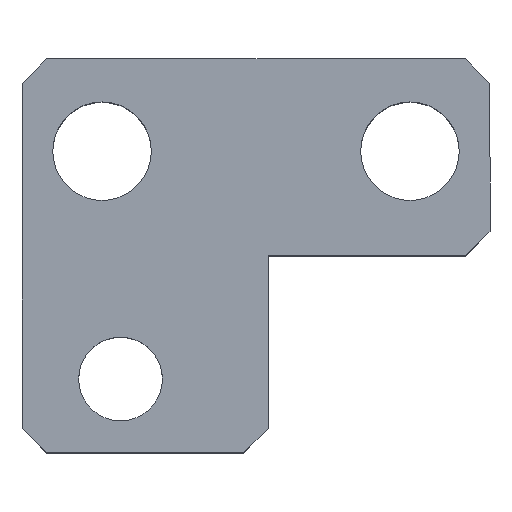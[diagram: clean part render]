
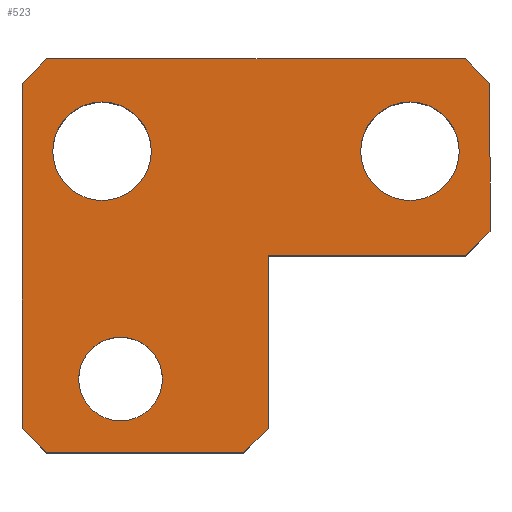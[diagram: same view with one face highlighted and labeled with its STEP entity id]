
A CAD part, top view. The second image highlights one B-rep face of the part: STEP entity #523.
In plain terms, the highlighted planar face has unit normal (0, 0, 1).
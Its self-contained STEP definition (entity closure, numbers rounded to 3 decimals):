
#3 = VECTOR ( 'NONE', #104, 1000. ) ;
#6 = CIRCLE ( 'NONE', #69, 4. ) ;
#15 = ORIENTED_EDGE ( 'NONE', *, *, #621, .T. ) ;
#21 = EDGE_CURVE ( 'NONE', #83, #361, #111, .T. ) ;
#25 = VECTOR ( 'NONE', #611, 1000. ) ;
#31 = CARTESIAN_POINT ( 'NONE',  ( -39.391, -0.366, 10. ) ) ;
#32 = CARTESIAN_POINT ( 'NONE',  ( -15.891, 18.134, 10. ) ) ;
#36 = CARTESIAN_POINT ( 'NONE',  ( -44.891, 18.134, 10. ) ) ;
#50 = EDGE_LOOP ( 'NONE', ( #199, #421 ) ) ;
#51 = CARTESIAN_POINT ( 'NONE',  ( -9.391, 23.634, 10. ) ) ;
#53 = ORIENTED_EDGE ( 'NONE', *, *, #126, .T. ) ;
#56 = EDGE_LOOP ( 'NONE', ( #478, #210 ) ) ;
#63 = EDGE_LOOP ( 'NONE', ( #472, #15 ) ) ;
#69 = AXIS2_PLACEMENT_3D ( 'NONE', #441, #290, #80 ) ;
#73 = CARTESIAN_POINT ( 'NONE',  ( -36.891, 18.134, 10. ) ) ;
#76 = DIRECTION ( 'NONE',  ( 1., 0., 0. ) ) ;
#77 = CARTESIAN_POINT ( 'NONE',  ( -9.391, 11.634, 10. ) ) ;
#80 = DIRECTION ( 'NONE',  ( -1., 0., 0. ) ) ;
#83 = VERTEX_POINT ( 'NONE', #239 ) ;
#87 = DIRECTION ( 'NONE',  ( -1., 0., 0. ) ) ;
#90 = DIRECTION ( 'NONE',  ( 0., -1., 0. ) ) ;
#97 = LINE ( 'NONE', #610, #505 ) ;
#98 = VERTEX_POINT ( 'NONE', #607 ) ;
#100 = CARTESIAN_POINT ( 'NONE',  ( -25.878, -25.878, 10. ) ) ;
#101 = VERTEX_POINT ( 'NONE', #73 ) ;
#104 = DIRECTION ( 'NONE',  ( 0.707, 0.707, 0. ) ) ;
#106 = EDGE_LOOP ( 'NONE', ( #119, #404, #157, #227, #53, #579, #504, #633, #661, #288, #567 ) ) ;
#108 = VERTEX_POINT ( 'NONE', #77 ) ;
#111 = CIRCLE ( 'NONE', #493, 4. ) ;
#119 = ORIENTED_EDGE ( 'NONE', *, *, #551, .F. ) ;
#123 = EDGE_CURVE ( 'NONE', #546, #652, #403, .T. ) ;
#126 = EDGE_CURVE ( 'NONE', #324, #108, #507, .T. ) ;
#127 = CARTESIAN_POINT ( 'NONE',  ( -11.512, 11.512, 10. ) ) ;
#135 = DIRECTION ( 'NONE',  ( 0., 0., -1. ) ) ;
#136 = CARTESIAN_POINT ( 'NONE',  ( -27.391, 9.634, 10. ) ) ;
#138 = CARTESIAN_POINT ( 'NONE',  ( -27.391, 9.634, 10. ) ) ;
#139 = DIRECTION ( 'NONE',  ( -1., 0., 0. ) ) ;
#141 = VECTOR ( 'NONE', #666, 1000. ) ;
#146 = DIRECTION ( 'NONE',  ( 0., -1., 0. ) ) ;
#153 = VECTOR ( 'NONE', #347, 1000. ) ;
#157 = ORIENTED_EDGE ( 'NONE', *, *, #509, .F. ) ;
#169 = VERTEX_POINT ( 'NONE', #568 ) ;
#172 = CARTESIAN_POINT ( 'NONE',  ( -45.391, -6.366, 10. ) ) ;
#183 = EDGE_CURVE ( 'NONE', #101, #481, #340, .T. ) ;
#187 = DIRECTION ( 'NONE',  ( 0.707, 0.707, 0. ) ) ;
#195 = EDGE_CURVE ( 'NONE', #569, #108, #97, .T. ) ;
#196 = DIRECTION ( 'NONE',  ( 0., 0., -1. ) ) ;
#199 = ORIENTED_EDGE ( 'NONE', *, *, #527, .F. ) ;
#201 = FACE_OUTER_BOUND ( 'NONE', #106, .T. ) ;
#205 = CARTESIAN_POINT ( 'NONE',  ( -35.991, -0.366, 10. ) ) ;
#209 = DIRECTION ( 'NONE',  ( -0.707, -0.707, 0. ) ) ;
#210 = ORIENTED_EDGE ( 'NONE', *, *, #345, .T. ) ;
#213 = VECTOR ( 'NONE', #187, 1000. ) ;
#218 = VERTEX_POINT ( 'NONE', #205 ) ;
#219 = DIRECTION ( 'NONE',  ( 1., 0., 0. ) ) ;
#221 = VECTOR ( 'NONE', #510, 1000. ) ;
#222 = DIRECTION ( 'NONE',  ( 0., 0., -1. ) ) ;
#227 = ORIENTED_EDGE ( 'NONE', *, *, #544, .F. ) ;
#231 = AXIS2_PLACEMENT_3D ( 'NONE', #31, #359, #351 ) ;
#239 = CARTESIAN_POINT ( 'NONE',  ( -11.891, 18.134, 10. ) ) ;
#241 = CARTESIAN_POINT ( 'NONE',  ( 7.122, 7.122, 10. ) ) ;
#242 = AXIS2_PLACEMENT_3D ( 'NONE', #400, #196, #139 ) ;
#254 = LINE ( 'NONE', #670, #439 ) ;
#272 = CARTESIAN_POINT ( 'NONE',  ( -39.391, -0.366, 10. ) ) ;
#276 = CIRCLE ( 'NONE', #364, 4. ) ;
#286 = CIRCLE ( 'NONE', #297, 3.4 ) ;
#288 = ORIENTED_EDGE ( 'NONE', *, *, #503, .T. ) ;
#290 = DIRECTION ( 'NONE',  ( 0., 0., -1. ) ) ;
#295 = LINE ( 'NONE', #138, #153 ) ;
#297 = AXIS2_PLACEMENT_3D ( 'NONE', #272, #479, #219 ) ;
#300 = CARTESIAN_POINT ( 'NONE',  ( 0., -6.366, 10. ) ) ;
#306 = DIRECTION ( 'NONE',  ( 0., 0., 1. ) ) ;
#314 = VERTEX_POINT ( 'NONE', #378 ) ;
#324 = VERTEX_POINT ( 'NONE', #325 ) ;
#325 = CARTESIAN_POINT ( 'NONE',  ( -11.391, 9.634, 10. ) ) ;
#332 = CARTESIAN_POINT ( 'NONE',  ( -47.391, 25.634, 10. ) ) ;
#335 = CARTESIAN_POINT ( 'NONE',  ( -11.391, 25.634, 10. ) ) ;
#340 = CIRCLE ( 'NONE', #242, 4. ) ;
#341 = CIRCLE ( 'NONE', #231, 3.4 ) ;
#345 = EDGE_CURVE ( 'NONE', #481, #101, #276, .T. ) ;
#347 = DIRECTION ( 'NONE',  ( -1., 0., 0. ) ) ;
#351 = DIRECTION ( 'NONE',  ( 1., 0., 0. ) ) ;
#352 = VECTOR ( 'NONE', #209, 1000. ) ;
#354 = VERTEX_POINT ( 'NONE', #430 ) ;
#358 = EDGE_CURVE ( 'NONE', #577, #314, #532, .T. ) ;
#359 = DIRECTION ( 'NONE',  ( 0., 0., 1. ) ) ;
#361 = VERTEX_POINT ( 'NONE', #638 ) ;
#362 = CARTESIAN_POINT ( 'NONE',  ( 0., 0., 10. ) ) ;
#364 = AXIS2_PLACEMENT_3D ( 'NONE', #471, #222, #424 ) ;
#377 = EDGE_CURVE ( 'NONE', #664, #218, #286, .T. ) ;
#378 = CARTESIAN_POINT ( 'NONE',  ( -47.391, 23.634, 10. ) ) ;
#397 = VERTEX_POINT ( 'NONE', #335 ) ;
#400 = CARTESIAN_POINT ( 'NONE',  ( -40.891, 18.134, 10. ) ) ;
#403 = LINE ( 'NONE', #100, #419 ) ;
#404 = ORIENTED_EDGE ( 'NONE', *, *, #629, .T. ) ;
#409 = FACE_BOUND ( 'NONE', #50, .T. ) ;
#419 = VECTOR ( 'NONE', #565, 1000. ) ;
#421 = ORIENTED_EDGE ( 'NONE', *, *, #377, .F. ) ;
#424 = DIRECTION ( 'NONE',  ( -1., 0., 0. ) ) ;
#430 = CARTESIAN_POINT ( 'NONE',  ( -27.391, -4.366, 10. ) ) ;
#439 = VECTOR ( 'NONE', #146, 1000. ) ;
#441 = CARTESIAN_POINT ( 'NONE',  ( -15.891, 18.134, 10. ) ) ;
#462 = LINE ( 'NONE', #136, #141 ) ;
#467 = FACE_BOUND ( 'NONE', #56, .T. ) ;
#471 = CARTESIAN_POINT ( 'NONE',  ( -40.891, 18.134, 10. ) ) ;
#472 = ORIENTED_EDGE ( 'NONE', *, *, #21, .T. ) ;
#478 = ORIENTED_EDGE ( 'NONE', *, *, #183, .T. ) ;
#479 = DIRECTION ( 'NONE',  ( 0., 0., 1. ) ) ;
#481 = VERTEX_POINT ( 'NONE', #36 ) ;
#493 = AXIS2_PLACEMENT_3D ( 'NONE', #32, #135, #87 ) ;
#501 = LINE ( 'NONE', #241, #25 ) ;
#503 = EDGE_CURVE ( 'NONE', #314, #546, #254, .T. ) ;
#504 = ORIENTED_EDGE ( 'NONE', *, *, #540, .T. ) ;
#505 = VECTOR ( 'NONE', #90, 1000. ) ;
#507 = LINE ( 'NONE', #518, #3 ) ;
#509 = EDGE_CURVE ( 'NONE', #169, #354, #462, .T. ) ;
#510 = DIRECTION ( 'NONE',  ( -1., 0., 0. ) ) ;
#518 = CARTESIAN_POINT ( 'NONE',  ( -10.512, 10.512, 10. ) ) ;
#521 = CARTESIAN_POINT ( 'NONE',  ( -45.391, 25.634, 10. ) ) ;
#523 = ADVANCED_FACE ( 'NONE', ( #201, #409, #622, #467 ), #659, .T. ) ;
#527 = EDGE_CURVE ( 'NONE', #218, #664, #341, .T. ) ;
#529 = AXIS2_PLACEMENT_3D ( 'NONE', #362, #306, #618 ) ;
#532 = LINE ( 'NONE', #581, #352 ) ;
#540 = EDGE_CURVE ( 'NONE', #569, #397, #501, .T. ) ;
#542 = CARTESIAN_POINT ( 'NONE',  ( -42.791, -0.366, 10. ) ) ;
#544 = EDGE_CURVE ( 'NONE', #324, #169, #295, .T. ) ;
#545 = LINE ( 'NONE', #127, #213 ) ;
#546 = VERTEX_POINT ( 'NONE', #561 ) ;
#551 = EDGE_CURVE ( 'NONE', #98, #652, #556, .T. ) ;
#556 = LINE ( 'NONE', #300, #221 ) ;
#561 = CARTESIAN_POINT ( 'NONE',  ( -47.391, -4.366, 10. ) ) ;
#565 = DIRECTION ( 'NONE',  ( 0.707, -0.707, 0. ) ) ;
#567 = ORIENTED_EDGE ( 'NONE', *, *, #123, .T. ) ;
#568 = CARTESIAN_POINT ( 'NONE',  ( -27.391, 9.634, 10. ) ) ;
#569 = VERTEX_POINT ( 'NONE', #51 ) ;
#577 = VERTEX_POINT ( 'NONE', #521 ) ;
#579 = ORIENTED_EDGE ( 'NONE', *, *, #195, .F. ) ;
#581 = CARTESIAN_POINT ( 'NONE',  ( -35.512, 35.512, 10. ) ) ;
#601 = LINE ( 'NONE', #332, #665 ) ;
#607 = CARTESIAN_POINT ( 'NONE',  ( -29.391, -6.366, 10. ) ) ;
#609 = EDGE_CURVE ( 'NONE', #577, #397, #601, .T. ) ;
#610 = CARTESIAN_POINT ( 'NONE',  ( -9.391, 25.634, 10. ) ) ;
#611 = DIRECTION ( 'NONE',  ( -0.707, 0.707, 0. ) ) ;
#618 = DIRECTION ( 'NONE',  ( 1., 0., 0. ) ) ;
#621 = EDGE_CURVE ( 'NONE', #361, #83, #6, .T. ) ;
#622 = FACE_BOUND ( 'NONE', #63, .T. ) ;
#629 = EDGE_CURVE ( 'NONE', #98, #354, #545, .T. ) ;
#633 = ORIENTED_EDGE ( 'NONE', *, *, #609, .F. ) ;
#638 = CARTESIAN_POINT ( 'NONE',  ( -19.891, 18.134, 10. ) ) ;
#652 = VERTEX_POINT ( 'NONE', #172 ) ;
#659 = PLANE ( 'NONE',  #529 ) ;
#661 = ORIENTED_EDGE ( 'NONE', *, *, #358, .T. ) ;
#664 = VERTEX_POINT ( 'NONE', #542 ) ;
#665 = VECTOR ( 'NONE', #76, 1000. ) ;
#666 = DIRECTION ( 'NONE',  ( 0., -1., 0. ) ) ;
#670 = CARTESIAN_POINT ( 'NONE',  ( -47.391, 25.634, 10. ) ) ;
